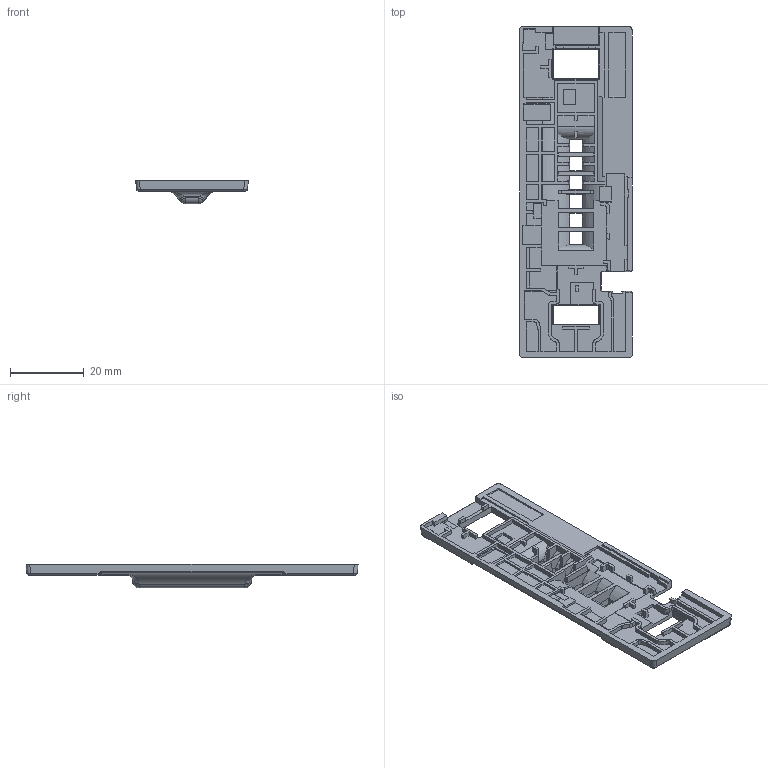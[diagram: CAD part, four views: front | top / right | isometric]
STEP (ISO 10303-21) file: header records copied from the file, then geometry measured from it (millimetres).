
FILE_DESCRIPTION (( 'STEP AP214' ), '1' );
FILE_NAME ('FD_1842312-A_Spacer.STEP', '2020-10-21T21:52:26', ( '' ), ( '' ), 'SwSTEP 2.0', 'SolidWorks 2019', '' );
FILE_SCHEMA (( 'AUTOMOTIVE_DESIGN' ));
Length unit declared in the file: inch
Products named in the file (1): FD_1842312-A_Spacer
Bounding box: 30.48 x 89.92 x 6.35 mm (x, y, z)
Volume: 4544.9 mm3; surface area: 7118.2 mm2
Topology: 1 solids, 1 shells, 517 faces, 1419 edges, 915 vertices
Faces by surface type: plane 394, cylinder 55, bspline 31, cone 30, sphere 7
Entity records: 16672 total; most frequent: CARTESIAN_POINT 3922, ORIENTED_EDGE 2830, DIRECTION 2371, EDGE_CURVE 1415, LINE 1159, VECTOR 1159, VERTEX_POINT 915, AXIS2_PLACEMENT_3D 606
